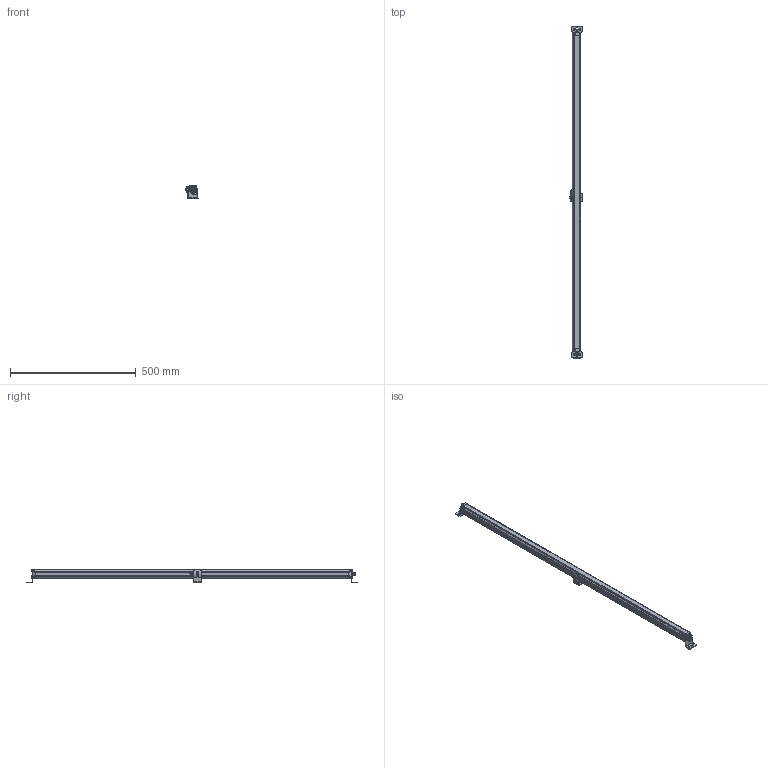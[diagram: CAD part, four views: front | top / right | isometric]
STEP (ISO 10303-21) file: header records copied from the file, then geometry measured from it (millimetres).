
FILE_DESCRIPTION((''),'2;1');
FILE_NAME('141917_SM01_ASM','2025-07-09T13:14:40',('banengservice'),('BANNER ENGINEERING'),'CREO PARAMETRIC BY PTC INC, 2022414','CREO PARAMETRIC BY PTC INC, 2022414','');
FILE_SCHEMA(('CONFIG_CONTROL_DESIGN'));
Products named in the file (6): 141917_EP01; 142058; EZS-T2_CENTER_BRACKET_EP01; EZS-T2_CENTER_BRACKET_EP02; EZS-T2_CENTER_BRACKET_SM01_ASM; 141917_SM01_ASM
Assembly tree (6 placements, depth 3):
  141917_SM01_ASM
    141917_EP01
    142058  x2
    EZS-T2_CENTER_BRACKET_SM01_ASM
      EZS-T2_CENTER_BRACKET_EP01
      EZS-T2_CENTER_BRACKET_EP02
Bounding box: 53.4 x 1319 x 52.5 mm (x, y, z)
Volume: 1296014.4 mm3; surface area: 257152.8 mm2
Topology: 5 solids, 5 shells, 2521 faces, 7590 edges, 4930 vertices
Faces by surface type: plane 1339, cylinder 862, bspline 202, torus 46, cone 40, sphere 32
Entity records: 238873 total; most frequent: CARTESIAN_POINT 174858, ORIENTED_EDGE 14896, DIRECTION 11283, EDGE_CURVE 7448, VERTEX_POINT 4846, VECTOR 4529, LINE 4529, AXIS2_PLACEMENT_3D 3377
